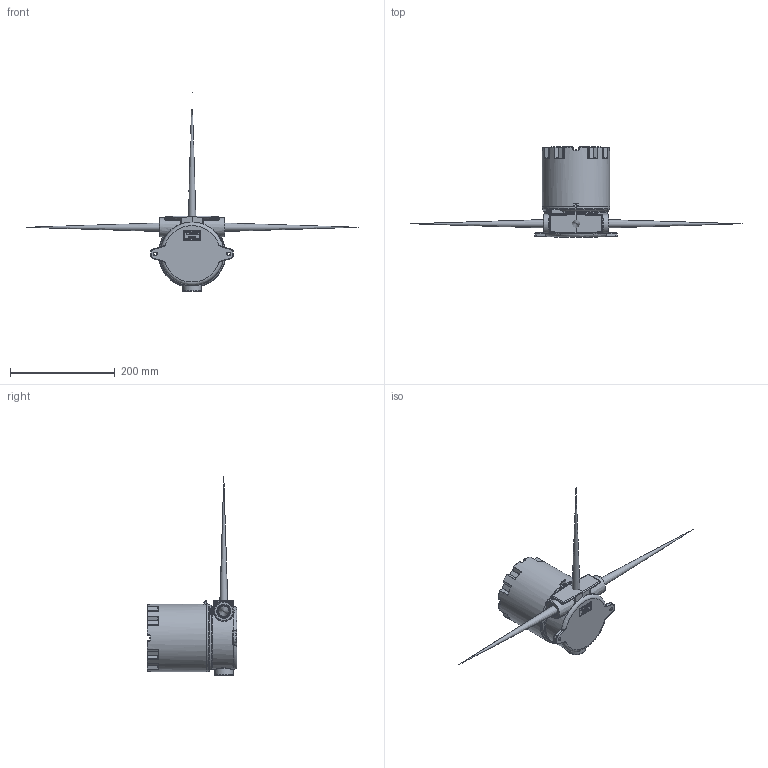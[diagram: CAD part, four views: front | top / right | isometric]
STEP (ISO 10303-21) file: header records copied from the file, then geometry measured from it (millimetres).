
FILE_DESCRIPTION(/* description */ (''),/* implementation_level */ '2;1');
FILE_NAME(/* name */ 'KIL_HKBX-2GLD.stp',/* time_stamp */ '2020-09-29T13:21:44+06:00',/* author */ ('kr'),/* organization */ (''),/* preprocessor_version */ 'ST-DEVELOPER v18',/* originating_system */ 'Autodesk Inventor 2020',/* authorisation */ '');
FILE_SCHEMA (('AUTOMOTIVE_DESIGN { 1 0 10303 214 3 1 1 }'));
Length unit declared in the file: inch
Products named in the file (11): KIL_HKBX-2D; 51641ABAM for web; 51640ABAM for web; 51643AAAB; 51642AAAB; HKBXL-GASKET; 51777AAAB; 51696AAAM; 15148FAGB; 51709AAAB; 0860900B
Assembly tree (13 placements, depth 2):
  KIL_HKBX-2D
    51641ABAM for web
    51640ABAM for web
    51643AAAB
    51642AAAB
    HKBXL-GASKET
    51777AAAB
    51696AAAM
    15148FAGB  x2
    51709AAAB  x2
    0860900B  x2
Bounding box: 633.7 x 171.65 x 379.08 mm (x, y, z)
Volume: 889442.6 mm3; surface area: 441223.8 mm2
Topology: 16 solids, 16 shells, 1006 faces, 2484 edges, 1469 vertices
Faces by surface type: plane 332, cylinder 242, bspline 236, cone 74, torus 73, sphere 49
Full cylindrical faces by diameter (mm): 2.642 x1, 3.175 x4, 3.302 x2, 3.505 x1, 4.013 x2, 4.572 x2, 6.35 x2, 20.117 x1, 35.814 x1, 92.068 x1, 92.075 x1, 98.57 x1, 104.14 x1, 106.782 x2, 110 x4, 110.236 x1, 111.506 x1, 116.469 x1, 119.99 x1, 123.444 x1, 128.524 x1
Entity records: 53184 total; most frequent: CARTESIAN_POINT 31086, ORIENTED_EDGE 4590, DIRECTION 4165, EDGE_CURVE 2295, AXIS2_PLACEMENT_3D 1612, VERTEX_POINT 1390, EDGE_LOOP 1021, FACE_OUTER_BOUND 962
